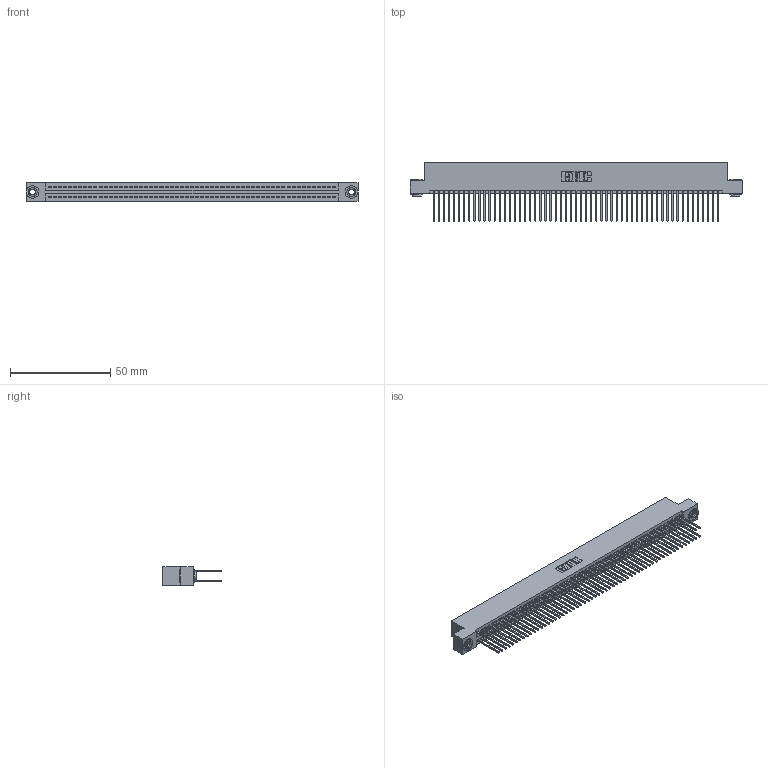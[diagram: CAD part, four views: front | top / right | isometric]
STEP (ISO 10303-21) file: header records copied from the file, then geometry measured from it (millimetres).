
FILE_DESCRIPTION (( 'STEP AP203' ), '1' );
FILE_NAME ('345-114-540-203.STEP', '2019-11-05T02:26:27', ( '' ), ( '' ), 'SwSTEP 2.0', 'SolidWorks 2016', '' );
FILE_SCHEMA (( 'CONFIG_CONTROL_DESIGN' ));
Length unit declared in the file: inch
Products named in the file (4): 345-292-001_345-293-140; 345 Part_Flush Mounting Lugs - 0.156 Dia-TH; 345-250-002_345-250-002-102; 345-114-540-203
Assembly tree (117 placements, depth 2):
  345-114-540-203
    345 Part_Flush Mounting Lugs - 0.156 Dia-TH
    345-292-001_345-293-140  x114
    345-250-002_345-250-002-102  x2
Bounding box: 165.99 x 29.13 x 9.4 mm (x, y, z)
Volume: 16715.2 mm3; surface area: 27208.2 mm2
Topology: 117 solids, 117 shells, 5864 faces, 17403 edges, 11446 vertices
Faces by surface type: plane 3852, cylinder 2004, cone 8
Entity records: 43372 total; most frequent: CARTESIAN_POINT 7231, ORIENTED_EDGE 7158, DIRECTION 6389, EDGE_CURVE 3579, VECTOR 3195, LINE 3195, VERTEX_POINT 2382, AXIS2_PLACEMENT_3D 1597
